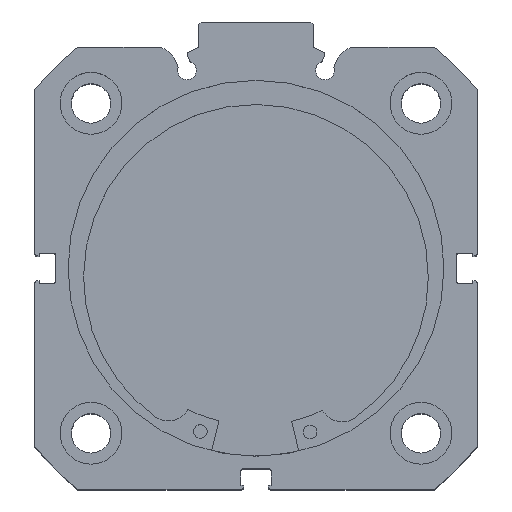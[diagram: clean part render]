
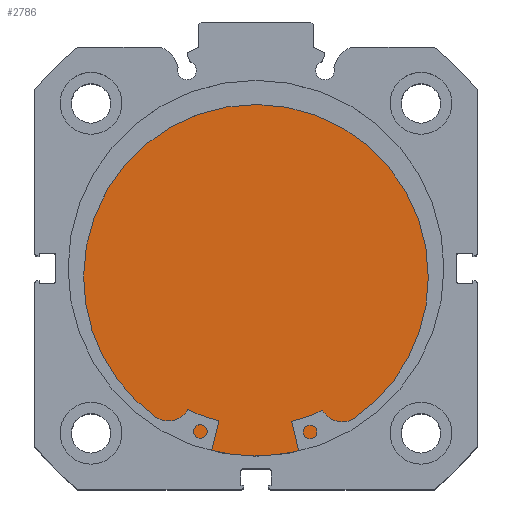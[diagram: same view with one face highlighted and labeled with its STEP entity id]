
A CAD part, top view. The second image highlights one B-rep face of the part: STEP entity #2786.
In plain terms, the highlighted face is planar.
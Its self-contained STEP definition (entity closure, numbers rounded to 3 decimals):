
#904 = DIRECTION ( 'NONE',  ( 0., 0., 1. ) ) ;
#905 = DIRECTION ( 'NONE',  ( -1., 0., 0. ) ) ;
#1054 = CARTESIAN_POINT ( 'NONE',  ( 12., 41., 0. ) ) ;
#1381 = PLANE ( 'NONE',  #3528 ) ;
#2610 = FACE_OUTER_BOUND ( 'NONE', #6819, .T. ) ;
#2719 = ORIENTED_EDGE ( 'NONE', *, *, #3357, .F. ) ;
#2729 = ORIENTED_EDGE ( 'NONE', *, *, #3373, .F. ) ;
#2786 = ADVANCED_FACE ( 'NONE', ( #2610 ), #1381, .F. ) ;
#3357 = EDGE_CURVE ( 'NONE', #6665, #6690, #4867, .T. ) ;
#3373 = EDGE_CURVE ( 'NONE', #6690, #6665, #4891, .T. ) ;
#3528 = AXIS2_PLACEMENT_3D ( 'NONE', #1054, #905, #904 ) ;
#3903 = AXIS2_PLACEMENT_3D ( 'NONE', #5693, #5700, #5701 ) ;
#3916 = AXIS2_PLACEMENT_3D ( 'NONE', #5734, #5744, #5745 ) ;
#4867 = CIRCLE ( 'NONE', #3903, 41. ) ;
#4891 = CIRCLE ( 'NONE', #3916, 41. ) ;
#5693 = CARTESIAN_POINT ( 'NONE',  ( 12., 0., 0. ) ) ;
#5700 = DIRECTION ( 'NONE',  ( -1., 0., 0. ) ) ;
#5701 = DIRECTION ( 'NONE',  ( 0., 0., 1. ) ) ;
#5734 = CARTESIAN_POINT ( 'NONE',  ( 12., 0., 0. ) ) ;
#5744 = DIRECTION ( 'NONE',  ( -1., 0., 0. ) ) ;
#5745 = DIRECTION ( 'NONE',  ( 0., 0., 1. ) ) ;
#6140 = CARTESIAN_POINT ( 'NONE',  ( 12., 0., -41. ) ) ;
#6165 = CARTESIAN_POINT ( 'NONE',  ( 12., 0., 41. ) ) ;
#6665 = VERTEX_POINT ( 'NONE', #6140 ) ;
#6690 = VERTEX_POINT ( 'NONE', #6165 ) ;
#6819 = EDGE_LOOP ( 'NONE', ( #2729, #2719 ) ) ;
